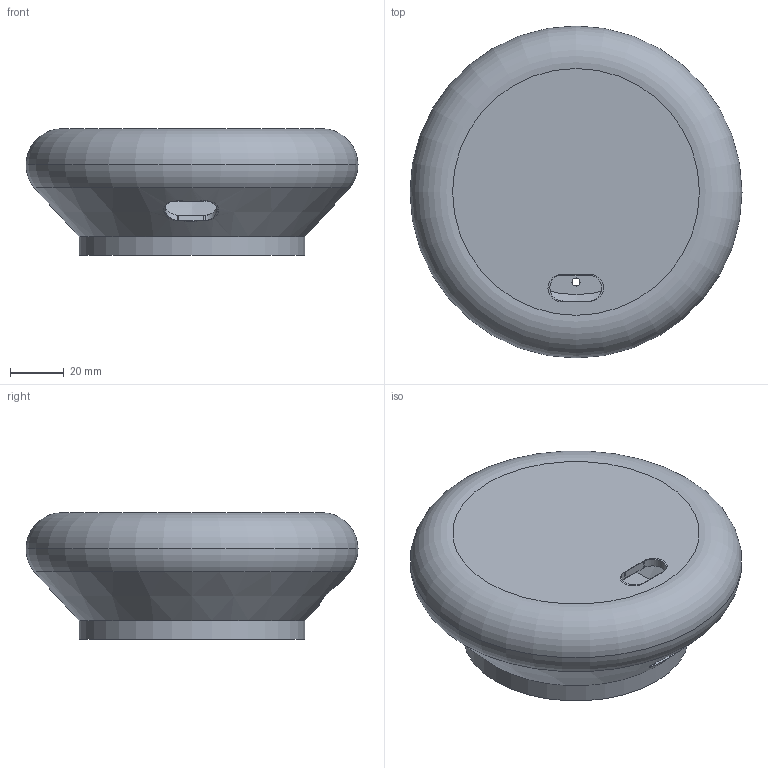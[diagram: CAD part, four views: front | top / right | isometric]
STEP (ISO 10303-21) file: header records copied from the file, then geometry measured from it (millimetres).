
FILE_DESCRIPTION(('TFLEX Exchange Step'),'2;1');
FILE_NAME('5Подставка.stp', '2025-12-04T10:49:52+03:00',('student'),('Unknown organisation'),'TFLEX Exchange 2022.2','T-FLEX CAD','Unknown authorisation');
FILE_SCHEMA( ('AUTOMOTIVE_DESIGN { 1 0 10303 214 1 1 1 1 }') );
Length unit declared in the file: millimetre
Products named in the file (1): Nodes
Bounding box: 123.75 x 123.75 x 47.2 mm (x, y, z)
Volume: 178534.3 mm3; surface area: 109411.5 mm2
Topology: 3 solids, 3 shells, 57 faces, 142 edges, 92 vertices
Faces by surface type: plane 29, cylinder 14, torus 8, cone 6
Full cylindrical faces by diameter (mm): 3 x1, 84.16 x1
Entity records: 2521 total; most frequent: CARTESIAN_POINT 1087, DIRECTION 298, ORIENTED_EDGE 284, EDGE_CURVE 142, AXIS2_PLACEMENT_3D 110, VERTEX_POINT 92, VECTOR 78, LINE 78
